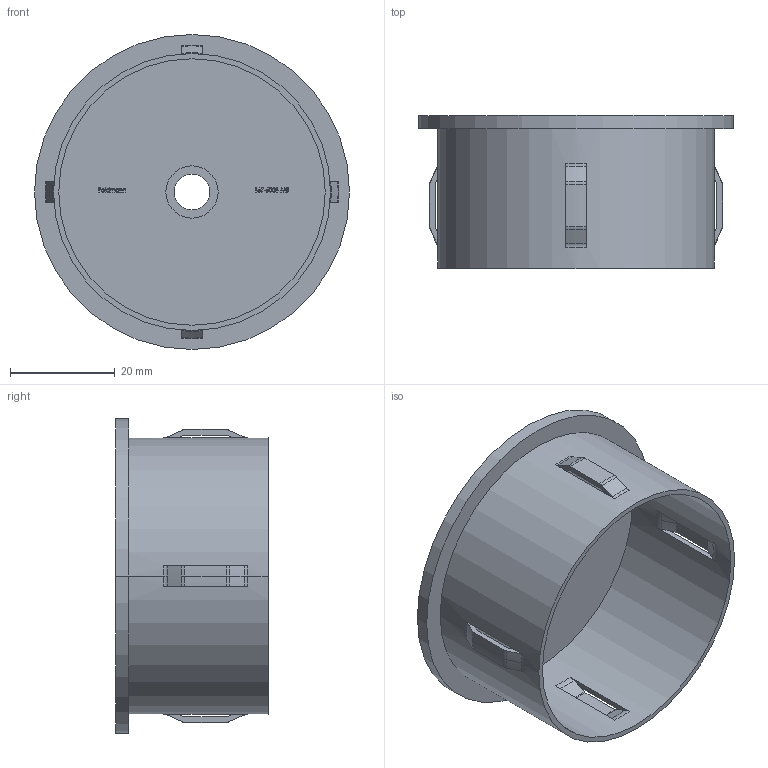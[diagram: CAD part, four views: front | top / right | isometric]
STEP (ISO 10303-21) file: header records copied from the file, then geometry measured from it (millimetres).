
FILE_DESCRIPTION (( 'STEP AP203' ), '1' );
FILE_NAME ('167-6001-M8.step', '2019-09-16T06:57:44', ( '' ), ( '' ), 'SwSTEP 2.0', 'SolidWorks 2015', '' );
FILE_SCHEMA (( 'CONFIG_CONTROL_DESIGN' ));
Length unit declared in the file: millimetre
Products named in the file (1): 167-6001-M8
Bounding box: 60.3 x 29.2 x 60.3 mm (x, y, z)
Volume: 11527 mm3; surface area: 15263 mm2
Topology: 1 solids, 1 shells, 331 faces, 900 edges, 590 vertices
Faces by surface type: plane 148, bspline 101, torus 40, cone 22, cylinder 20
Entity records: 16463 total; most frequent: CARTESIAN_POINT 8811, ORIENTED_EDGE 1800, DIRECTION 1166, EDGE_CURVE 900, VERTEX_POINT 590, VECTOR 468, LINE 468, EDGE_LOOP 368
